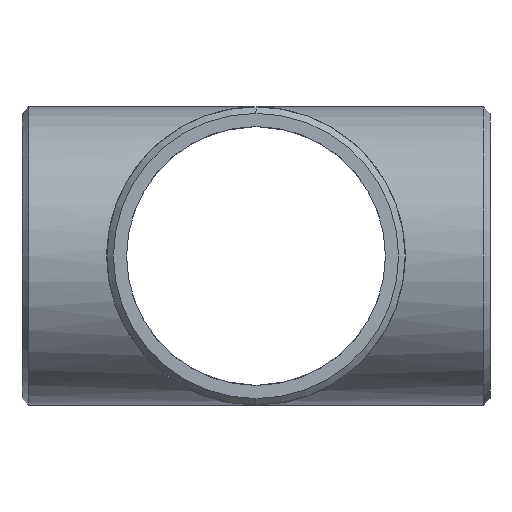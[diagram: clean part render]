
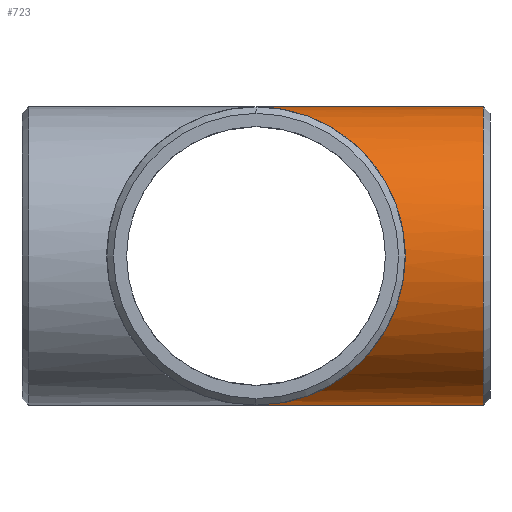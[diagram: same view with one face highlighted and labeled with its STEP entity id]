
A CAD part, left-side view. The second image highlights one B-rep face of the part: STEP entity #723.
In plain terms, the highlighted cylindrical face has radius 161.925 mm (diameter 323.85 mm), a partial arc.
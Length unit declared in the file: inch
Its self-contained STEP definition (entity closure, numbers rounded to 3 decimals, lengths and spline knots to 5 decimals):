
#8 = CARTESIAN_POINT ( 'NONE',  ( 0., -9.71867, 0. ) ) ;
#15 = CARTESIAN_POINT ( 'NONE',  ( 0., -10., 6.375 ) ) ;
#30 = ORIENTED_EDGE ( 'NONE', *, *, #622, .F. ) ;
#53 = CYLINDRICAL_SURFACE ( 'NONE', #618, 6.375 ) ;
#63 = FACE_OUTER_BOUND ( 'NONE', #730, .T. ) ;
#76 = AXIS2_PLACEMENT_3D ( 'NONE', #8, #636, #85 ) ;
#85 = DIRECTION ( 'NONE',  ( 0., 0., -1. ) ) ;
#92 = VERTEX_POINT ( 'NONE', #539 ) ;
#111 =( BOUNDED_CURVE ( )  B_SPLINE_CURVE ( 3, ( #250, #490, #121, #674 ),
 .UNSPECIFIED., .F., .T. ) 
 B_SPLINE_CURVE_WITH_KNOTS ( ( 4, 4 ),
 ( 4.71239, 7.85398 ),
 .UNSPECIFIED. ) 
 CURVE ( )  GEOMETRIC_REPRESENTATION_ITEM ( )  RATIONAL_B_SPLINE_CURVE ( ( 1., 0.333, 0.333, 1. ) ) 
 REPRESENTATION_ITEM ( '' )  );
#121 = CARTESIAN_POINT ( 'NONE',  ( -12.75, -12.75, 6.375 ) ) ;
#138 = DIRECTION ( 'NONE',  ( 0., 1., 0. ) ) ;
#157 = ORIENTED_EDGE ( 'NONE', *, *, #802, .T. ) ;
#218 = DIRECTION ( 'NONE',  ( 0., 1., 0. ) ) ;
#250 = CARTESIAN_POINT ( 'NONE',  ( 0., 0., -6.375 ) ) ;
#284 = VERTEX_POINT ( 'NONE', #738 ) ;
#300 = DIRECTION ( 'NONE',  ( 0., 1., 0. ) ) ;
#301 = VERTEX_POINT ( 'NONE', #368 ) ;
#368 = CARTESIAN_POINT ( 'NONE',  ( 0., 0., -6.375 ) ) ;
#396 = EDGE_CURVE ( 'NONE', #92, #301, #436, .T. ) ;
#425 = CARTESIAN_POINT ( 'NONE',  ( 0., -10., 0. ) ) ;
#436 = LINE ( 'NONE', #643, #739 ) ;
#451 = ORIENTED_EDGE ( 'NONE', *, *, #396, .F. ) ;
#490 = CARTESIAN_POINT ( 'NONE',  ( -12.75, -12.75, -6.375 ) ) ;
#509 = LINE ( 'NONE', #15, #671 ) ;
#524 = ORIENTED_EDGE ( 'NONE', *, *, #749, .T. ) ;
#539 = CARTESIAN_POINT ( 'NONE',  ( 0., -9.71867, -6.375 ) ) ;
#614 = CARTESIAN_POINT ( 'NONE',  ( 0., 0., 6.375 ) ) ;
#618 = AXIS2_PLACEMENT_3D ( 'NONE', #425, #300, #680 ) ;
#622 = EDGE_CURVE ( 'NONE', #301, #651, #111, .T. ) ;
#636 = DIRECTION ( 'NONE',  ( 0., 1., 0. ) ) ;
#643 = CARTESIAN_POINT ( 'NONE',  ( 0., -10., -6.375 ) ) ;
#651 = VERTEX_POINT ( 'NONE', #614 ) ;
#654 = CIRCLE ( 'NONE', #76, 6.375 ) ;
#671 = VECTOR ( 'NONE', #138, 39.37008 ) ;
#674 = CARTESIAN_POINT ( 'NONE',  ( 0., 0., 6.375 ) ) ;
#680 = DIRECTION ( 'NONE',  ( 0., 0., -1. ) ) ;
#723 = ADVANCED_FACE ( 'NONE', ( #63 ), #53, .T. ) ;
#730 = EDGE_LOOP ( 'NONE', ( #157, #524, #30, #451 ) ) ;
#738 = CARTESIAN_POINT ( 'NONE',  ( 0., -9.71867, 6.375 ) ) ;
#739 = VECTOR ( 'NONE', #218, 39.37008 ) ;
#749 = EDGE_CURVE ( 'NONE', #284, #651, #509, .T. ) ;
#802 = EDGE_CURVE ( 'NONE', #92, #284, #654, .T. ) ;
